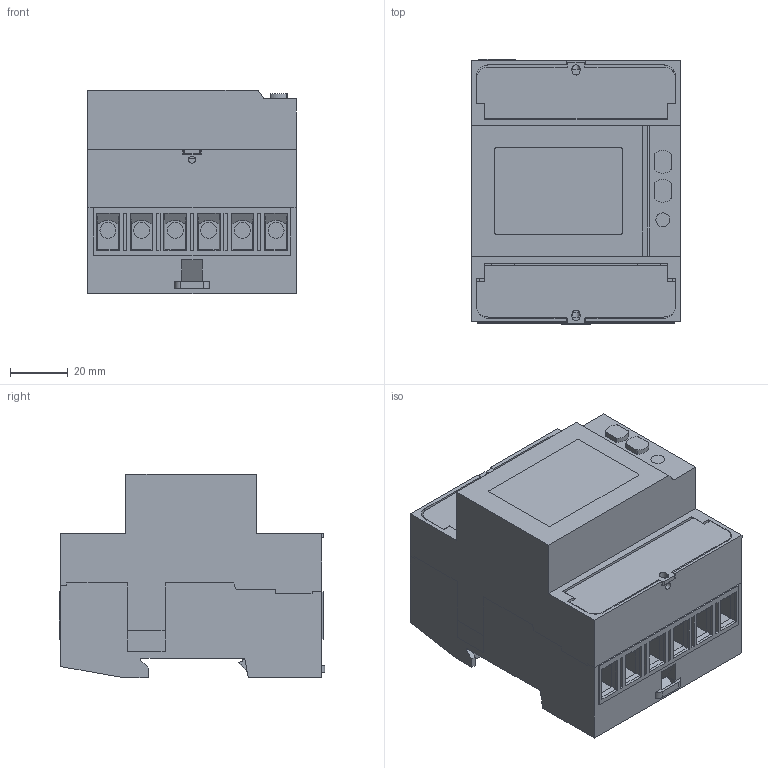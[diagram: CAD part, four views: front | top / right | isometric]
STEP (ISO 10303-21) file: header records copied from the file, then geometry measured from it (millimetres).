
FILE_DESCRIPTION(('Creo Elements/Direct Modeling STEP Export'),'2;1');
FILE_NAME('model.stp','2023-03-30T14:33:12',(''),(''),'Creo Elements/Direct Modeling STEP processor for AP214 (Solid Model)','Creo Elements/Direct Modeling 20.1D 10-Oct-2020 (C) Parametric Technology GmbH','');
FILE_SCHEMA(('AUTOMOTIVE_DESIGN { 1 0 10303 214 1 1 1 1 }'));
Length unit declared in the file: millimetre
Products named in the file (3): Deckel-Select.1; EEM-DM357-Sockel-select; EEM-DM357-...-Group-Select
Assembly tree (3 placements, depth 2):
  EEM-DM357-...-Group-Select
    EEM-DM357-Sockel-select
    Deckel-Select.1  x2
Bounding box: 72 x 91.59 x 70.3 mm (x, y, z)
Volume: 353042.4 mm3; surface area: 49285.7 mm2
Topology: 3 solids, 3 shells, 802 faces, 2095 edges, 1394 vertices
Faces by surface type: plane 715, cylinder 87
Entity records: 25036 total; most frequent: ORIENTED_EDGE 3998, CARTESIAN_POINT 3990, DIRECTION 3565, EDGE_CURVE 1999, VECTOR 1755, LINE 1755, VERTEX_POINT 1330, AXIS2_PLACEMENT_3D 905
